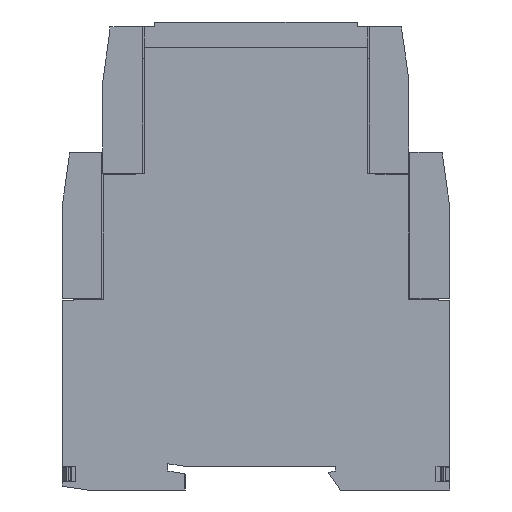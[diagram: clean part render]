
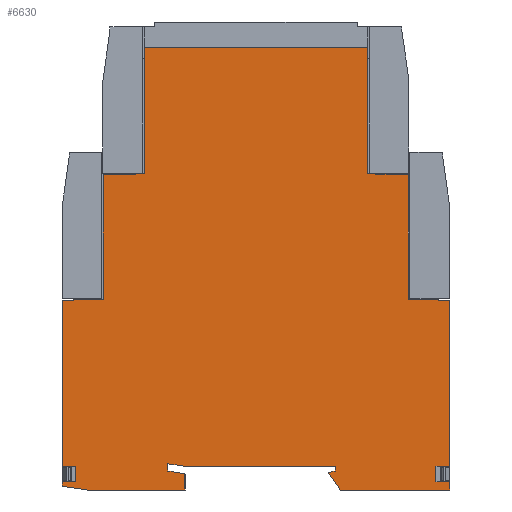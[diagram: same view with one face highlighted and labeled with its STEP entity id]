
A CAD part, left-side view. The second image highlights one B-rep face of the part: STEP entity #6630.
In plain terms, the highlighted planar face has unit normal (-1, 0, 0).
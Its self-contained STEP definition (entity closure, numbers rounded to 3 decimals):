
#6630=ADVANCED_FACE('',(#13472),#13473,.F.);
#13472=FACE_OUTER_BOUND('',#20358,.T.);
#13473=PLANE('',#20359);
#20358=EDGE_LOOP('',(#41064,#41065,#41066,#41067,#41068,#41069,#41070,#41071,#41072,#41073,#41074,#41075,#41076,#41077,#41078,#41079,#41080,#41081,#41082,#41083,#41084,#41085,#41086,#41087,#41088,#41089,#41090,#41091,#41092,#41093,#41094));
#20359=AXIS2_PLACEMENT_3D('',#41095,#41096,#41097);
#41064=ORIENTED_EDGE('',*,*,#49636,.F.);
#41065=ORIENTED_EDGE('',*,*,#49674,.F.);
#41066=ORIENTED_EDGE('',*,*,#49675,.F.);
#41067=ORIENTED_EDGE('',*,*,#49676,.F.);
#41068=ORIENTED_EDGE('',*,*,#49664,.F.);
#41069=ORIENTED_EDGE('',*,*,#49667,.F.);
#41070=ORIENTED_EDGE('',*,*,#49677,.F.);
#41071=ORIENTED_EDGE('',*,*,#49678,.T.);
#41072=ORIENTED_EDGE('',*,*,#49679,.T.);
#41073=ORIENTED_EDGE('',*,*,#49680,.T.);
#41074=ORIENTED_EDGE('',*,*,#49681,.F.);
#41075=ORIENTED_EDGE('',*,*,#49682,.F.);
#41076=ORIENTED_EDGE('',*,*,#49683,.F.);
#41077=ORIENTED_EDGE('',*,*,#49684,.F.);
#41078=ORIENTED_EDGE('',*,*,#49685,.F.);
#41079=ORIENTED_EDGE('',*,*,#49686,.F.);
#41080=ORIENTED_EDGE('',*,*,#49687,.F.);
#41081=ORIENTED_EDGE('',*,*,#49688,.F.);
#41082=ORIENTED_EDGE('',*,*,#49689,.F.);
#41083=ORIENTED_EDGE('',*,*,#48975,.F.);
#41084=ORIENTED_EDGE('',*,*,#49690,.F.);
#41085=ORIENTED_EDGE('',*,*,#49691,.T.);
#41086=ORIENTED_EDGE('',*,*,#49692,.T.);
#41087=ORIENTED_EDGE('',*,*,#49693,.T.);
#41088=ORIENTED_EDGE('',*,*,#49694,.F.);
#41089=ORIENTED_EDGE('',*,*,#49695,.F.);
#41090=ORIENTED_EDGE('',*,*,#49696,.F.);
#41091=ORIENTED_EDGE('',*,*,#49697,.F.);
#41092=ORIENTED_EDGE('',*,*,#49698,.F.);
#41093=ORIENTED_EDGE('',*,*,#49699,.F.);
#41094=ORIENTED_EDGE('',*,*,#49700,.F.);
#41095=CARTESIAN_POINT('',(0.0,43.075,43.271));
#41096=DIRECTION('',(1.0,0.0,0.0));
#41097=DIRECTION('',(0.0,0.0,-1.0));
#48975=EDGE_CURVE('',#60845,#60847,#60848,.T.);
#49636=EDGE_CURVE('',#61799,#61801,#61802,.T.);
#49664=EDGE_CURVE('',#61842,#61838,#61844,.T.);
#49667=EDGE_CURVE('',#61846,#61842,#61848,.T.);
#49674=EDGE_CURVE('',#61855,#61799,#61856,.T.);
#49675=EDGE_CURVE('',#61857,#61855,#61858,.T.);
#49676=EDGE_CURVE('',#61838,#61857,#61859,.T.);
#49677=EDGE_CURVE('',#61860,#61846,#61861,.T.);
#49678=EDGE_CURVE('',#61860,#61862,#61863,.T.);
#49679=EDGE_CURVE('',#61862,#61864,#61865,.T.);
#49680=EDGE_CURVE('',#61864,#61866,#61867,.T.);
#49681=EDGE_CURVE('',#61868,#61866,#61869,.T.);
#49682=EDGE_CURVE('',#61870,#61868,#61871,.T.);
#49683=EDGE_CURVE('',#61872,#61870,#61873,.T.);
#49684=EDGE_CURVE('',#61874,#61872,#61875,.T.);
#49685=EDGE_CURVE('',#61876,#61874,#61877,.T.);
#49686=EDGE_CURVE('',#61878,#61876,#61879,.T.);
#49687=EDGE_CURVE('',#61880,#61878,#61881,.T.);
#49688=EDGE_CURVE('',#61882,#61880,#61883,.T.);
#49689=EDGE_CURVE('',#60847,#61882,#61884,.T.);
#49690=EDGE_CURVE('',#61885,#60845,#61886,.T.);
#49691=EDGE_CURVE('',#61885,#61887,#61888,.T.);
#49692=EDGE_CURVE('',#61887,#61889,#61890,.T.);
#49693=EDGE_CURVE('',#61889,#61891,#61892,.T.);
#49694=EDGE_CURVE('',#61893,#61891,#61894,.T.);
#49695=EDGE_CURVE('',#61895,#61893,#61896,.T.);
#49696=EDGE_CURVE('',#61897,#61895,#61898,.T.);
#49697=EDGE_CURVE('',#61899,#61897,#61900,.T.);
#49698=EDGE_CURVE('',#61901,#61899,#61902,.T.);
#49699=EDGE_CURVE('',#61903,#61901,#61904,.T.);
#49700=EDGE_CURVE('',#61801,#61903,#61905,.T.);
#60845=VERTEX_POINT('',#78426);
#60847=VERTEX_POINT('',#78429);
#60848=LINE('',#78430,#78431);
#61799=VERTEX_POINT('',#79833);
#61801=VERTEX_POINT('',#79836);
#61802=LINE('',#79837,#79838);
#61838=VERTEX_POINT('',#79892);
#61842=VERTEX_POINT('',#79898);
#61844=LINE('',#79901,#79902);
#61846=VERTEX_POINT('',#79904);
#61848=LINE('',#79907,#79908);
#61855=VERTEX_POINT('',#79917);
#61856=LINE('',#79918,#79919);
#61857=VERTEX_POINT('',#79920);
#61858=LINE('',#79921,#79922);
#61859=LINE('',#79923,#79924);
#61860=VERTEX_POINT('',#79925);
#61861=LINE('',#79926,#79927);
#61862=VERTEX_POINT('',#79928);
#61863=LINE('',#79929,#79930);
#61864=VERTEX_POINT('',#79931);
#61865=LINE('',#79932,#79933);
#61866=VERTEX_POINT('',#79934);
#61867=LINE('',#79935,#79936);
#61868=VERTEX_POINT('',#79937);
#61869=LINE('',#79938,#79939);
#61870=VERTEX_POINT('',#79940);
#61871=LINE('',#79941,#79942);
#61872=VERTEX_POINT('',#79943);
#61873=LINE('',#79944,#79945);
#61874=VERTEX_POINT('',#79946);
#61875=LINE('',#79947,#79948);
#61876=VERTEX_POINT('',#79949);
#61877=LINE('',#79950,#79951);
#61878=VERTEX_POINT('',#79952);
#61879=LINE('',#79953,#79954);
#61880=VERTEX_POINT('',#79955);
#61881=LINE('',#79956,#79957);
#61882=VERTEX_POINT('',#79958);
#61883=LINE('',#79959,#79960);
#61884=LINE('',#79961,#79962);
#61885=VERTEX_POINT('',#79963);
#61886=LINE('',#79964,#79965);
#61887=VERTEX_POINT('',#79966);
#61888=LINE('',#79967,#79968);
#61889=VERTEX_POINT('',#79969);
#61890=LINE('',#79970,#79971);
#61891=VERTEX_POINT('',#79972);
#61892=LINE('',#79973,#79974);
#61893=VERTEX_POINT('',#79975);
#61894=LINE('',#79976,#79977);
#61895=VERTEX_POINT('',#79978);
#61896=LINE('',#79979,#79980);
#61897=VERTEX_POINT('',#79981);
#61898=LINE('',#79982,#79983);
#61899=VERTEX_POINT('',#79984);
#61900=LINE('',#79985,#79986);
#61901=VERTEX_POINT('',#79987);
#61902=CIRCLE('',#79988,45.43);
#61903=VERTEX_POINT('',#79989);
#61904=LINE('',#79990,#79991);
#61905=LINE('',#79992,#79993);
#78426=CARTESIAN_POINT('',(0.0,85.65,41.936));
#78429=CARTESIAN_POINT('',(0.0,76.55,42.095));
#78430=CARTESIAN_POINT('',(0.0,85.65,41.936));
#78431=VECTOR('',#86776,1.0);
#79833=CARTESIAN_POINT('',(0.0,25.35,5.295));
#79836=CARTESIAN_POINT('',(0.0,58.85,5.295));
#79837=CARTESIAN_POINT('',(0.0,25.35,5.295));
#79838=VECTOR('',#87286,1.0);
#79892=CARTESIAN_POINT('',(0.,26.783,3.706));
#79898=CARTESIAN_POINT('',(0.0,24.188,0.0));
#79901=CARTESIAN_POINT('',(0.0,24.188,0.0));
#79902=VECTOR('',#87308,1.0);
#79904=CARTESIAN_POINT('',(0.0,0.05,0.0));
#79907=CARTESIAN_POINT('',(0.0,0.05,0.0));
#79908=VECTOR('',#87310,1.0);
#79917=CARTESIAN_POINT('',(0.0,25.35,4.195));
#79918=CARTESIAN_POINT('',(0.0,25.35,4.195));
#79919=VECTOR('',#87313,1.0);
#79920=CARTESIAN_POINT('',(0.0,26.741,3.822));
#79921=CARTESIAN_POINT('',(0.0,26.741,3.822));
#79922=VECTOR('',#87314,1.0);
#79923=CARTESIAN_POINT('',(0.0,26.783,3.706));
#79924=VECTOR('',#87315,1.0);
#79925=CARTESIAN_POINT('',(0.0,0.05,1.86));
#79926=CARTESIAN_POINT('',(0.0,0.05,41.936));
#79927=VECTOR('',#87316,1.0);
#79928=CARTESIAN_POINT('',(0.0,3.06,1.86));
#79929=CARTESIAN_POINT('',(0.0,22.315,1.86));
#79930=VECTOR('',#87317,1.0);
#79931=CARTESIAN_POINT('',(0.0,3.06,5.23));
#79932=CARTESIAN_POINT('',(0.0,3.06,23.408));
#79933=VECTOR('',#87318,1.0);
#79934=CARTESIAN_POINT('',(0.0,0.05,5.23));
#79935=CARTESIAN_POINT('',(0.0,22.315,5.23));
#79936=VECTOR('',#87319,1.0);
#79937=CARTESIAN_POINT('',(0.0,0.05,41.936));
#79938=CARTESIAN_POINT('',(0.0,0.05,41.936));
#79939=VECTOR('',#87320,1.0);
#79940=CARTESIAN_POINT('',(0.0,9.15,42.095));
#79941=CARTESIAN_POINT('',(0.0,9.15,42.095));
#79942=VECTOR('',#87321,1.0);
#79943=CARTESIAN_POINT('',(0.0,9.15,69.688));
#79944=CARTESIAN_POINT('',(0.0,9.15,69.688));
#79945=VECTOR('',#87322,1.0);
#79946=CARTESIAN_POINT('',(0.0,18.15,69.845));
#79947=CARTESIAN_POINT('',(0.0,18.15,69.845));
#79948=VECTOR('',#87323,1.0);
#79949=CARTESIAN_POINT('',(0.0,18.15,97.781));
#79950=CARTESIAN_POINT('',(0.0,18.15,97.781));
#79951=VECTOR('',#87324,1.0);
#79952=CARTESIAN_POINT('',(0.0,67.55,97.781));
#79953=CARTESIAN_POINT('',(0.0,67.55,97.781));
#79954=VECTOR('',#87325,1.0);
#79955=CARTESIAN_POINT('',(0.0,67.55,69.845));
#79956=CARTESIAN_POINT('',(0.0,67.55,69.845));
#79957=VECTOR('',#87326,1.0);
#79958=CARTESIAN_POINT('',(0.0,76.55,69.688));
#79959=CARTESIAN_POINT('',(0.0,76.55,69.688));
#79960=VECTOR('',#87327,1.0);
#79961=CARTESIAN_POINT('',(0.0,76.55,42.095));
#79962=VECTOR('',#87328,1.0);
#79963=CARTESIAN_POINT('',(0.0,85.65,5.23));
#79964=CARTESIAN_POINT('',(0.0,85.65,0.8));
#79965=VECTOR('',#87329,1.0);
#79966=CARTESIAN_POINT('',(0.0,82.64,5.23));
#79967=CARTESIAN_POINT('',(0.0,63.61,5.23));
#79968=VECTOR('',#87330,1.0);
#79969=CARTESIAN_POINT('',(0.0,82.64,1.86));
#79970=CARTESIAN_POINT('',(0.0,82.64,23.408));
#79971=VECTOR('',#87331,1.0);
#79972=CARTESIAN_POINT('',(0.0,85.65,1.86));
#79973=CARTESIAN_POINT('',(0.0,63.61,1.86));
#79974=VECTOR('',#87332,1.0);
#79975=CARTESIAN_POINT('',(0.0,85.65,0.8));
#79976=CARTESIAN_POINT('',(0.0,85.65,0.8));
#79977=VECTOR('',#87333,1.0);
#79978=CARTESIAN_POINT('',(0.0,79.957,0.0));
#79979=CARTESIAN_POINT('',(0.0,79.957,0.0));
#79980=VECTOR('',#87334,1.0);
#79981=CARTESIAN_POINT('',(0.0,58.555,0.0));
#79982=CARTESIAN_POINT('',(0.0,58.555,0.0));
#79983=VECTOR('',#87335,1.0);
#79984=CARTESIAN_POINT('',(0.0,58.555,3.496));
#79985=CARTESIAN_POINT('',(0.0,58.555,3.496));
#79986=VECTOR('',#87336,1.0);
#79987=CARTESIAN_POINT('',(0.0,62.35,4.195));
#79988=AXIS2_PLACEMENT_3D('',#87337,#87338,#87339);
#79989=CARTESIAN_POINT('',(0.0,62.35,5.795));
#79990=CARTESIAN_POINT('',(0.0,62.35,5.795));
#79991=VECTOR('',#87340,1.0);
#79992=CARTESIAN_POINT('',(0.0,58.85,5.295));
#79993=VECTOR('',#87341,1.0);
#86776=DIRECTION('',(0.0,-1.,0.017));
#87286=DIRECTION('',(0.0,1.0,0.0));
#87308=DIRECTION('',(0.0,0.574,0.819));
#87310=DIRECTION('',(0.0,1.0,0.0));
#87313=DIRECTION('',(0.0,0.0,1.0));
#87314=DIRECTION('',(0.0,-0.966,0.259));
#87315=DIRECTION('',(0.0,-0.342,0.94));
#87316=DIRECTION('',(0.0,0.0,-1.0));
#87317=DIRECTION('',(0.0,1.0,0.0));
#87318=DIRECTION('',(0.0,0.0,1.0));
#87319=DIRECTION('',(0.0,-1.0,0.0));
#87320=DIRECTION('',(0.0,0.0,-1.0));
#87321=DIRECTION('',(0.0,-1.,-0.017));
#87322=DIRECTION('',(0.0,0.0,-1.0));
#87323=DIRECTION('',(0.0,-1.,-0.017));
#87324=DIRECTION('',(0.0,0.0,-1.0));
#87325=DIRECTION('',(0.0,-1.0,0.0));
#87326=DIRECTION('',(0.0,0.0,1.0));
#87327=DIRECTION('',(0.0,-1.,0.017));
#87328=DIRECTION('',(0.0,0.0,1.0));
#87329=DIRECTION('',(0.0,0.0,1.0));
#87330=DIRECTION('',(0.0,-1.0,0.0));
#87331=DIRECTION('',(0.0,0.0,-1.0));
#87332=DIRECTION('',(0.0,1.0,0.0));
#87333=DIRECTION('',(0.0,0.0,1.0));
#87334=DIRECTION('',(0.0,0.99,0.139));
#87335=DIRECTION('',(0.0,1.0,0.0));
#87336=DIRECTION('',(0.0,0.,-1.));
#87337=CARTESIAN_POINT('',(0.0,68.673,-40.793));
#87338=DIRECTION('',(1.0,0.0,0.0));
#87339=DIRECTION('',(0.0,-0.139,0.99));
#87340=DIRECTION('',(0.0,0.0,-1.0));
#87341=DIRECTION('',(0.0,0.99,0.141));
